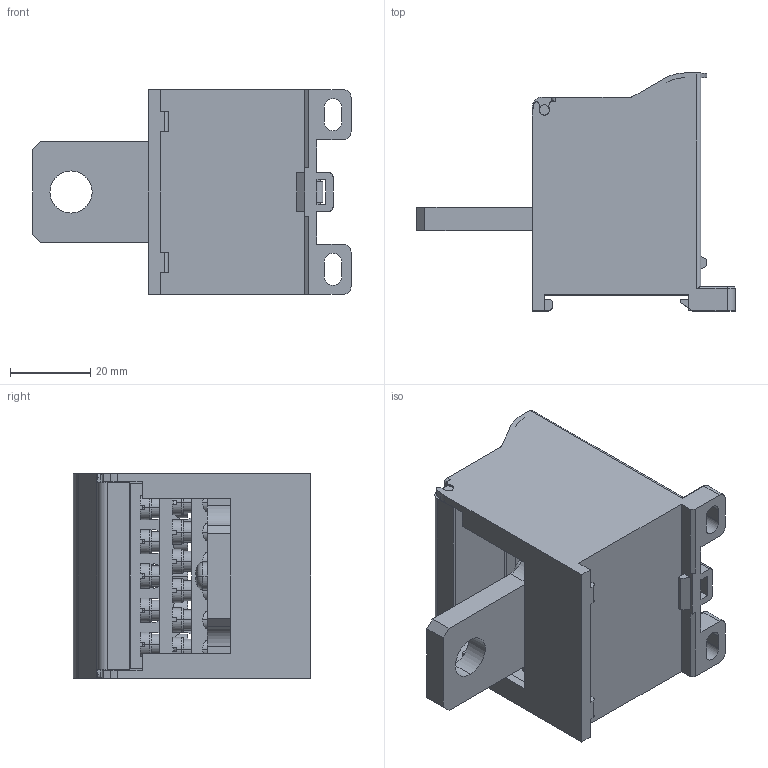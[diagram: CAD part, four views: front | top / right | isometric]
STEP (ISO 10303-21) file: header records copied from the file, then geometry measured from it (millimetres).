
FILE_DESCRIPTION((''),'2;1');
FILE_NAME('PRT0002','2023-12-02T',('dell'),(''),'PRO/ENGINEER BY PARAMETRIC TECHNOLOGY CORPORATION, 2013230','PRO/ENGINEER BY PARAMETRIC TECHNOLOGY CORPORATION, 2013230','');
FILE_SCHEMA(('AUTOMOTIVE_DESIGN { 1 0 10303 214 1 1 1 1 }'));
Length unit declared in the file: millimetre
Products named in the file (1): PRT0002
Bounding box: 79.2 x 59.2 x 51 mm (x, y, z)
Volume: 71367.3 mm3; surface area: 37397.4 mm2
Topology: 1 solids, 4 shells, 935 faces, 2646 edges, 1675 vertices
Faces by surface type: plane 407, cylinder 330, cone 118, torus 44, sphere 34, bspline 2
Entity records: 37602 total; most frequent: CARTESIAN_POINT 7750, ORIENTED_EDGE 5204, DIRECTION 5145, EDGE_CURVE 2602, AXIS2_PLACEMENT_3D 1881, VERTEX_POINT 1675, VECTOR 1383, LINE 1383
